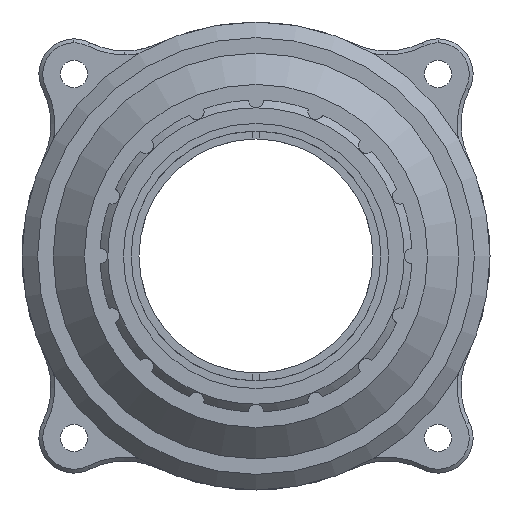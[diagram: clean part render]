
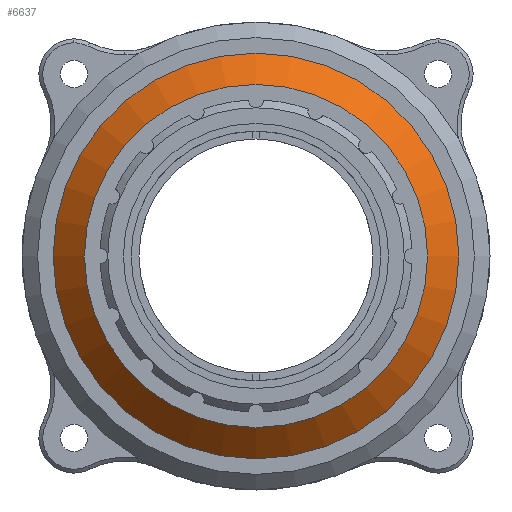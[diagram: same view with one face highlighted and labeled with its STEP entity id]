
A CAD part, front view. The second image highlights one B-rep face of the part: STEP entity #6637.
In plain terms, the highlighted conical face has half-angle 45 degrees and reference radius 22 mm.
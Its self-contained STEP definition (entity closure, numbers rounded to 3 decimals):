
#6278=CARTESIAN_POINT('',(0.,-16.,26.));
#6279=VERTEX_POINT('',#6278);
#6286=CARTESIAN_POINT('',(0.,-16.,-26.));
#6287=VERTEX_POINT('',#6286);
#6288=CARTESIAN_POINT('',(0.,-16.,-0.));
#6289=DIRECTION('',(-0.,1.,-0.));
#6290=DIRECTION('',(0.,0.,-1.));
#6291=AXIS2_PLACEMENT_3D('',#6288,#6289,#6290);
#6292=CIRCLE('',#6291,26.);
#6293=EDGE_CURVE('',#6279,#6287,#6292,.T.);
#6295=CARTESIAN_POINT('',(0.,-16.,-0.));
#6296=DIRECTION('',(-0.,1.,-0.));
#6297=DIRECTION('',(0.,0.,-1.));
#6298=AXIS2_PLACEMENT_3D('',#6295,#6296,#6297);
#6299=CIRCLE('',#6298,26.);
#6300=EDGE_CURVE('',#6287,#6279,#6299,.T.);
#6506=CARTESIAN_POINT('',(0.,-20.,-22.));
#6507=VERTEX_POINT('',#6506);
#6508=CARTESIAN_POINT('',(0.,-20.,22.));
#6509=VERTEX_POINT('',#6508);
#6510=CARTESIAN_POINT('',(0.,-20.,-0.));
#6511=DIRECTION('',(0.,-1.,0.));
#6512=DIRECTION('',(0.,0.,-1.));
#6513=AXIS2_PLACEMENT_3D('',#6510,#6511,#6512);
#6514=CIRCLE('',#6513,22.);
#6515=EDGE_CURVE('',#6507,#6509,#6514,.T.);
#6517=CARTESIAN_POINT('',(0.,-20.,-0.));
#6518=DIRECTION('',(0.,-1.,0.));
#6519=DIRECTION('',(0.,0.,-1.));
#6520=AXIS2_PLACEMENT_3D('',#6517,#6518,#6519);
#6521=CIRCLE('',#6520,22.);
#6522=EDGE_CURVE('',#6509,#6507,#6521,.T.);
#6619=CARTESIAN_POINT('',(0.,-20.,-0.));
#6620=DIRECTION('',(0.,1.,0.));
#6621=DIRECTION('',(0.,-0.,1.));
#6622=AXIS2_PLACEMENT_3D('',#6619,#6620,#6621);
#6623=CONICAL_SURFACE('',#6622,22.,45.);
#6624=CARTESIAN_POINT('',(0.,-16.,26.));
#6625=DIRECTION('',(-0.,-0.707,-0.707));
#6626=VECTOR('',#6625,5.657);
#6627=LINE('',#6624,#6626);
#6628=EDGE_CURVE('',#6279,#6509,#6627,.T.);
#6629=ORIENTED_EDGE('',*,*,#6628,.T.);
#6630=ORIENTED_EDGE('',*,*,#6515,.F.);
#6631=ORIENTED_EDGE('',*,*,#6522,.F.);
#6632=ORIENTED_EDGE('',*,*,#6628,.F.);
#6633=ORIENTED_EDGE('',*,*,#6300,.F.);
#6634=ORIENTED_EDGE('',*,*,#6293,.F.);
#6635=EDGE_LOOP('',(#6629,#6630,#6631,#6632,#6633,#6634));
#6636=FACE_BOUND('',#6635,.T.);
#6637=ADVANCED_FACE('',(#6636),#6623,.T.);
